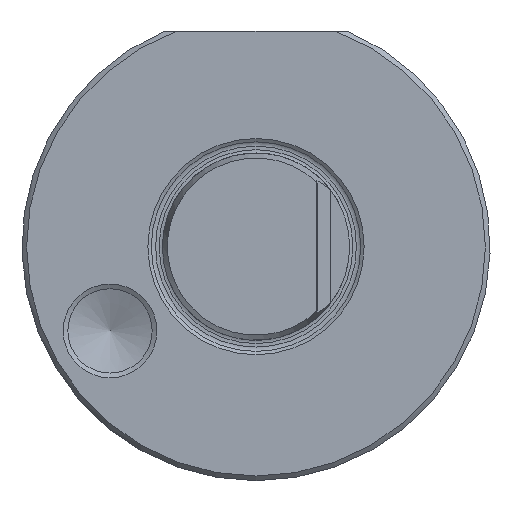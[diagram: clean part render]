
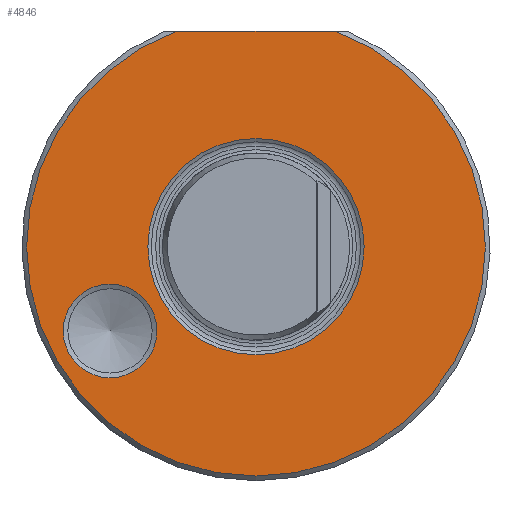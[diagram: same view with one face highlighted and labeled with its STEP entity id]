
A CAD part, front view. The second image highlights one B-rep face of the part: STEP entity #4846.
In plain terms, the highlighted planar face has unit normal (0, -1, 0).
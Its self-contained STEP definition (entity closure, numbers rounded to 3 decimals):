
#21 = EDGE_CURVE ( 'NONE', #6923, #6923, #1838, .T. ) ;
#29 = LINE ( 'NONE', #6220, #6425 ) ;
#585 = VERTEX_POINT ( 'NONE', #8276 ) ;
#823 = AXIS2_PLACEMENT_3D ( 'NONE', #9543, #2545, #5659 ) ;
#1546 = CARTESIAN_POINT ( 'NONE',  ( -15.588, 0., -14. ) ) ;
#1838 = CIRCLE ( 'NONE', #7558, 11.55 ) ;
#1976 = PLANE ( 'NONE',  #3119 ) ;
#2545 = DIRECTION ( 'NONE',  ( 0., -1., 0. ) ) ;
#2704 = ORIENTED_EDGE ( 'NONE', *, *, #8092, .F. ) ;
#3119 = AXIS2_PLACEMENT_3D ( 'NONE', #9792, #9030, #5142 ) ;
#3782 = CIRCLE ( 'NONE', #823, 24.5 ) ;
#3990 = EDGE_LOOP ( 'NONE', ( #4549 ) ) ;
#4549 = ORIENTED_EDGE ( 'NONE', *, *, #8098, .F. ) ;
#4633 = EDGE_CURVE ( 'NONE', #4645, #585, #3782, .T. ) ;
#4645 = VERTEX_POINT ( 'NONE', #4883 ) ;
#4681 = EDGE_LOOP ( 'NONE', ( #2704, #7501 ) ) ;
#4816 = ORIENTED_EDGE ( 'NONE', *, *, #21, .T. ) ;
#4846 = ADVANCED_FACE ( 'NONE', ( #5860, #8977, #8821 ), #1976, .T. ) ;
#4883 = CARTESIAN_POINT ( 'NONE',  ( -8.441, 0., 23. ) ) ;
#5142 = DIRECTION ( 'NONE',  ( 1., 0., 0. ) ) ;
#5261 = EDGE_LOOP ( 'NONE', ( #4816 ) ) ;
#5353 = DIRECTION ( 'NONE',  ( 0., 0., -1. ) ) ;
#5372 = CARTESIAN_POINT ( 'NONE',  ( 0., 0., 0. ) ) ;
#5659 = DIRECTION ( 'NONE',  ( 1., 0., 0. ) ) ;
#5860 = FACE_OUTER_BOUND ( 'NONE', #4681, .T. ) ;
#6220 = CARTESIAN_POINT ( 'NONE',  ( -11.55, 0., 23. ) ) ;
#6425 = VECTOR ( 'NONE', #10008, 1000. ) ;
#6923 = VERTEX_POINT ( 'NONE', #9111 ) ;
#7123 = VERTEX_POINT ( 'NONE', #1546 ) ;
#7501 = ORIENTED_EDGE ( 'NONE', *, *, #4633, .T. ) ;
#7558 = AXIS2_PLACEMENT_3D ( 'NONE', #5372, #8642, #10080 ) ;
#7579 = AXIS2_PLACEMENT_3D ( 'NONE', #9389, #9435, #5353 ) ;
#8092 = EDGE_CURVE ( 'NONE', #4645, #585, #29, .T. ) ;
#8098 = EDGE_CURVE ( 'NONE', #7123, #7123, #9682, .T. ) ;
#8276 = CARTESIAN_POINT ( 'NONE',  ( 8.441, 0., 23. ) ) ;
#8642 = DIRECTION ( 'NONE',  ( 0., 1., 0. ) ) ;
#8821 = FACE_BOUND ( 'NONE', #5261, .T. ) ;
#8977 = FACE_BOUND ( 'NONE', #3990, .T. ) ;
#9030 = DIRECTION ( 'NONE',  ( 0., -1., 0. ) ) ;
#9111 = CARTESIAN_POINT ( 'NONE',  ( -11.55, 0., 0. ) ) ;
#9389 = CARTESIAN_POINT ( 'NONE',  ( -15.588, 0., -9. ) ) ;
#9435 = DIRECTION ( 'NONE',  ( 0., -1., 0. ) ) ;
#9543 = CARTESIAN_POINT ( 'NONE',  ( 0., 0., 0. ) ) ;
#9682 = CIRCLE ( 'NONE', #7579, 5. ) ;
#9792 = CARTESIAN_POINT ( 'NONE',  ( -11.55, 0., 0. ) ) ;
#10008 = DIRECTION ( 'NONE',  ( 1., 0., 0. ) ) ;
#10080 = DIRECTION ( 'NONE',  ( -1., 0., 0. ) ) ;
